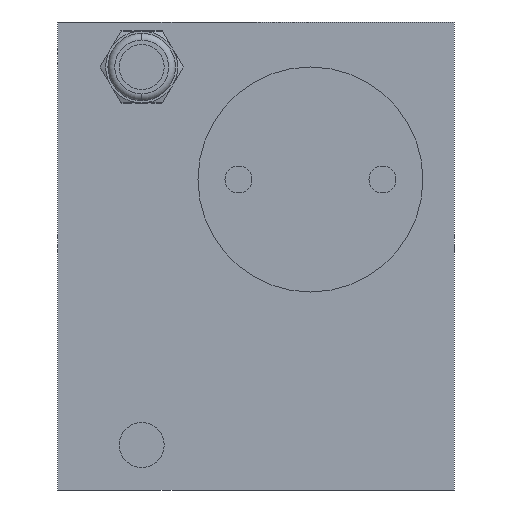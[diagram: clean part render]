
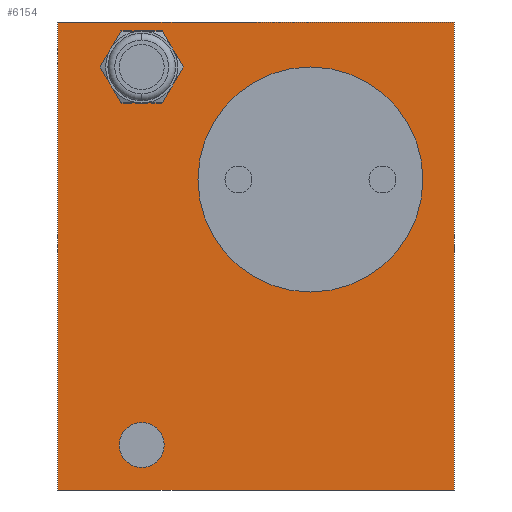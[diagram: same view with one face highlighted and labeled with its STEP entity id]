
A CAD part, left-side view. The second image highlights one B-rep face of the part: STEP entity #6154.
In plain terms, the highlighted planar face has unit normal (-1, 0, 0).
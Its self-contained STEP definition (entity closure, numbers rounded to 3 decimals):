
#767=DIRECTION('',(0.,0.,1.));
#768=VECTOR('',#767,52.);
#769=CARTESIAN_POINT('',(0.,44.,-52.));
#770=LINE('',#769,#768);
#811=DIRECTION('',(0.,-1.,0.));
#812=VECTOR('',#811,44.);
#813=CARTESIAN_POINT('',(0.,44.,-52.));
#814=LINE('',#813,#812);
#815=DIRECTION('',(0.,1.,0.));
#816=VECTOR('',#815,44.);
#817=CARTESIAN_POINT('',(0.,0.,0.));
#818=LINE('',#817,#816);
#819=DIRECTION('',(0.,0.,1.));
#820=VECTOR('',#819,52.);
#821=CARTESIAN_POINT('',(0.,0.,-52.));
#822=LINE('',#821,#820);
#823=CARTESIAN_POINT('',(0.,15.95,-17.5));
#824=DIRECTION('',(1.,0.,0.));
#825=DIRECTION('',(0.,0.,-1.));
#826=AXIS2_PLACEMENT_3D('',#823,#824,#825);
#828=CARTESIAN_POINT('',(0.,15.95,-17.5));
#829=DIRECTION('',(1.,0.,0.));
#830=DIRECTION('',(0.,0.,1.));
#831=AXIS2_PLACEMENT_3D('',#828,#829,#830);
#833=CARTESIAN_POINT('',(0.,34.7,-47.));
#834=DIRECTION('',(1.,0.,0.));
#835=DIRECTION('',(0.,0.,-1.));
#836=AXIS2_PLACEMENT_3D('',#833,#834,#835);
#838=CARTESIAN_POINT('',(0.,34.7,-47.));
#839=DIRECTION('',(1.,0.,0.));
#840=DIRECTION('',(0.,0.,1.));
#841=AXIS2_PLACEMENT_3D('',#838,#839,#840);
#843=CARTESIAN_POINT('',(0.,34.7,-5.));
#844=DIRECTION('',(-1.,0.,0.));
#845=DIRECTION('',(0.,-0.866,0.5));
#846=AXIS2_PLACEMENT_3D('',#843,#844,#845);
#848=CARTESIAN_POINT('',(0.,34.7,-5.));
#849=DIRECTION('',(-1.,0.,0.));
#850=DIRECTION('',(0.,0.,1.));
#851=AXIS2_PLACEMENT_3D('',#848,#849,#850);
#853=CARTESIAN_POINT('',(0.,34.7,-5.));
#854=DIRECTION('',(-1.,0.,0.));
#855=DIRECTION('',(0.,0.866,0.5));
#856=AXIS2_PLACEMENT_3D('',#853,#854,#855);
#858=CARTESIAN_POINT('',(0.,34.7,-5.));
#859=DIRECTION('',(-1.,0.,0.));
#860=DIRECTION('',(0.,0.866,-0.5));
#861=AXIS2_PLACEMENT_3D('',#858,#859,#860);
#863=CARTESIAN_POINT('',(0.,34.7,-5.));
#864=DIRECTION('',(-1.,0.,0.));
#865=DIRECTION('',(0.,0.,-1.));
#866=AXIS2_PLACEMENT_3D('',#863,#864,#865);
#868=CARTESIAN_POINT('',(0.,34.7,-5.));
#869=DIRECTION('',(-1.,0.,0.));
#870=DIRECTION('',(0.,-0.866,-0.5));
#871=AXIS2_PLACEMENT_3D('',#868,#869,#870);
#4183=CARTESIAN_POINT('',(0.,0.,-52.));
#4184=VERTEX_POINT('',#4183);
#4185=CARTESIAN_POINT('',(0.,44.,-52.));
#4186=VERTEX_POINT('',#4185);
#4223=CARTESIAN_POINT('',(0.,0.,0.));
#4224=VERTEX_POINT('',#4223);
#4225=CARTESIAN_POINT('',(0.,44.,0.));
#4226=VERTEX_POINT('',#4225);
#4745=CARTESIAN_POINT('',(0.,15.95,-30.));
#4746=CARTESIAN_POINT('',(0.,15.95,-5.));
#4747=VERTEX_POINT('',#4745);
#4748=VERTEX_POINT('',#4746);
#4749=CARTESIAN_POINT('',(0.,34.7,-49.5));
#4750=CARTESIAN_POINT('',(0.,34.7,-44.5));
#4751=VERTEX_POINT('',#4749);
#4752=VERTEX_POINT('',#4750);
#5393=CARTESIAN_POINT('',(0.,31.236,-3.));
#5394=CARTESIAN_POINT('',(0.,34.7,-1.));
#5395=VERTEX_POINT('',#5393);
#5396=VERTEX_POINT('',#5394);
#5397=CARTESIAN_POINT('',(0.,38.164,-7.));
#5398=CARTESIAN_POINT('',(0.,34.7,-9.));
#5399=VERTEX_POINT('',#5397);
#5400=VERTEX_POINT('',#5398);
#5401=CARTESIAN_POINT('',(0.,31.236,-7.));
#5402=VERTEX_POINT('',#5401);
#5403=CARTESIAN_POINT('',(0.,38.164,-3.));
#5404=VERTEX_POINT('',#5403);
#6116=CARTESIAN_POINT('',(0.,22.,-26.));
#6117=DIRECTION('',(1.,0.,0.));
#6118=DIRECTION('',(0.,-1.,0.));
#6119=AXIS2_PLACEMENT_3D('',#6116,#6117,#6118);
#6120=PLANE('',#6119);
#6121=ORIENTED_EDGE('',*,*,#5954,.F.);
#6122=ORIENTED_EDGE('',*,*,#6087,.T.);
#6123=ORIENTED_EDGE('',*,*,#5440,.F.);
#6125=ORIENTED_EDGE('',*,*,#6124,.F.);
#6126=EDGE_LOOP('',(#6121,#6122,#6123,#6125));
#6127=FACE_OUTER_BOUND('',#6126,.F.);
#6129=ORIENTED_EDGE('',*,*,#6128,.F.);
#6131=ORIENTED_EDGE('',*,*,#6130,.F.);
#6132=EDGE_LOOP('',(#6129,#6131));
#6133=FACE_BOUND('',#6132,.F.);
#6135=ORIENTED_EDGE('',*,*,#6134,.F.);
#6137=ORIENTED_EDGE('',*,*,#6136,.F.);
#6138=EDGE_LOOP('',(#6135,#6137));
#6139=FACE_BOUND('',#6138,.F.);
#6141=ORIENTED_EDGE('',*,*,#6140,.T.);
#6143=ORIENTED_EDGE('',*,*,#6142,.T.);
#6145=ORIENTED_EDGE('',*,*,#6144,.T.);
#6147=ORIENTED_EDGE('',*,*,#6146,.T.);
#6149=ORIENTED_EDGE('',*,*,#6148,.T.);
#6151=ORIENTED_EDGE('',*,*,#6150,.T.);
#6152=EDGE_LOOP('',(#6141,#6143,#6145,#6147,#6149,#6151));
#6153=FACE_BOUND('',#6152,.F.);
#6154=ADVANCED_FACE('',(#6127,#6133,#6139,#6153),#6120,.F.);
#827=CIRCLE('',#826,12.5);
#832=CIRCLE('',#831,12.5);
#837=CIRCLE('',#836,2.5);
#842=CIRCLE('',#841,2.5);
#847=CIRCLE('',#846,4.);
#852=CIRCLE('',#851,4.);
#857=CIRCLE('',#856,4.);
#862=CIRCLE('',#861,4.);
#867=CIRCLE('',#866,4.);
#872=CIRCLE('',#871,4.);
#5440=EDGE_CURVE('',#4224,#4226,#818,.T.);
#5954=EDGE_CURVE('',#4186,#4184,#814,.T.);
#6087=EDGE_CURVE('',#4186,#4226,#770,.T.);
#6124=EDGE_CURVE('',#4184,#4224,#822,.T.);
#6128=EDGE_CURVE('',#4747,#4748,#827,.T.);
#6130=EDGE_CURVE('',#4748,#4747,#832,.T.);
#6134=EDGE_CURVE('',#4751,#4752,#837,.T.);
#6136=EDGE_CURVE('',#4752,#4751,#842,.T.);
#6140=EDGE_CURVE('',#5395,#5396,#847,.T.);
#6142=EDGE_CURVE('',#5396,#5404,#852,.T.);
#6144=EDGE_CURVE('',#5404,#5399,#857,.T.);
#6146=EDGE_CURVE('',#5399,#5400,#862,.T.);
#6148=EDGE_CURVE('',#5400,#5402,#867,.T.);
#6150=EDGE_CURVE('',#5402,#5395,#872,.T.);
